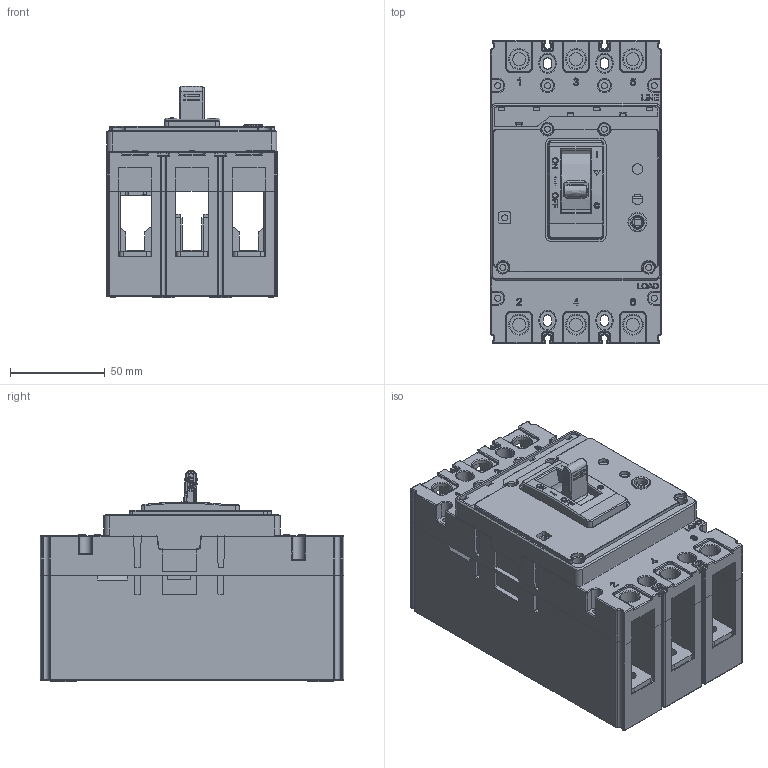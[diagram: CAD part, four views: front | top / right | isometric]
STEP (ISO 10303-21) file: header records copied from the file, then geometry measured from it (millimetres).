
FILE_DESCRIPTION(/* description */ (''),/* implementation_level */ '2;1');
FILE_NAME(/* name */ 'NXMLE-160H 3P.stp',/* time_stamp */ '2020-03-14T13:18:15+08:00',/* author */ (''),/* organization */ (''),/* preprocessor_version */ 'ST-DEVELOPER v11',/* originating_system */ 'SIEMENS PLM Software NX 7.5',/* authorisation */ '');
FILE_SCHEMA (('AUTOMOTIVE_DESIGN { 1 0 10303 214 1 1 1 1 }'));
Products named in the file (1): wyduCFBB5pnq
Bounding box: 90 x 160 x 111.36 mm (x, y, z)
Volume: 429194.3 mm3; surface area: 273231.4 mm2
Topology: 10 solids, 10 shells, 4385 faces, 11919 edges, 7629 vertices
Faces by surface type: plane 2652, cylinder 1195, extrusion 182, torus 136, sphere 106, bspline 58, cone 56
Full cylindrical faces by diameter (mm): 1.8 x2, 2.9 x3, 3 x3, 3.2 x11, 3.5 x14, 4 x12, 4.5 x1, 5.2 x3, 5.3 x3, 5.5 x6, 5.8 x4, 6 x2, 6.2 x7, 6.5 x4, 6.8 x6, 7.3 x1, 8 x2, 8.5 x1, 9 x3, 10 x16, 13.5 x6
Entity records: 145020 total; most frequent: CARTESIAN_POINT 35176, ORIENTED_EDGE 23152, DIRECTION 21805, EDGE_CURVE 11576, VECTOR 8319, LINE 8137, VERTEX_POINT 7548, AXIS2_PLACEMENT_3D 6743
